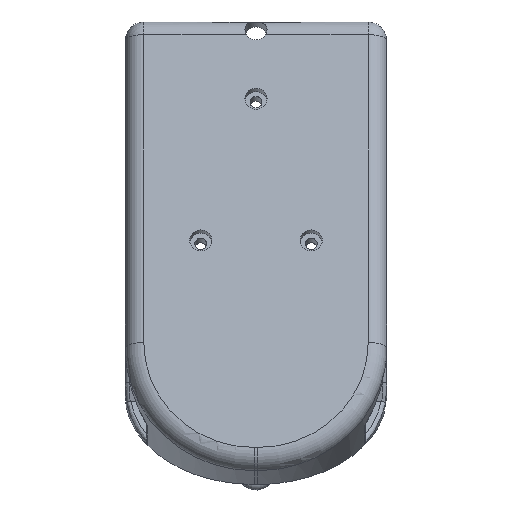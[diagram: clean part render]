
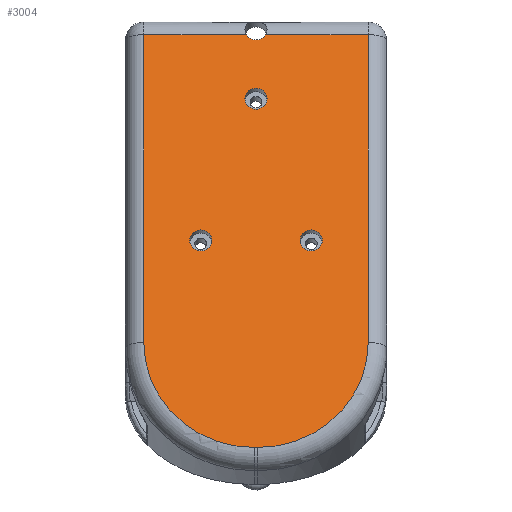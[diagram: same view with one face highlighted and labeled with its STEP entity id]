
A CAD part, top view. The second image highlights one B-rep face of the part: STEP entity #3004.
In plain terms, the highlighted planar face has unit normal (0, 0.309, 0.951).
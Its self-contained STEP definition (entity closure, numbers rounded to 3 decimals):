
#43=FACE_BOUND('',#521,.T.);
#44=FACE_BOUND('',#522,.T.);
#45=FACE_BOUND('',#523,.T.);
#205=PLANE('',#3267);
#355=FACE_OUTER_BOUND('',#520,.T.);
#520=EDGE_LOOP('',(#2608,#2609,#2610,#2611,#2612,#2613,#2614,#2615));
#521=EDGE_LOOP('',(#2616));
#522=EDGE_LOOP('',(#2617));
#523=EDGE_LOOP('',(#2618));
#682=LINE('',#4437,#984);
#684=LINE('',#4444,#986);
#735=LINE('',#4752,#1037);
#815=LINE('',#5355,#1117);
#817=LINE('',#5361,#1119);
#984=VECTOR('',#3513,10.);
#986=VECTOR('',#3519,10.);
#1037=VECTOR('',#3698,10.);
#1117=VECTOR('',#3970,10.);
#1119=VECTOR('',#3976,10.);
#1167=CIRCLE('',#3092,3.);
#1173=CIRCLE('',#3101,3.);
#1177=CIRCLE('',#3108,3.);
#1181=CIRCLE('',#3115,3.);
#1197=CIRCLE('',#3203,30.);
#1206=CIRCLE('',#3261,30.);
#1309=VERTEX_POINT('',#4396);
#1311=VERTEX_POINT('',#4404);
#1313=VERTEX_POINT('',#4436);
#1316=VERTEX_POINT('',#4442);
#1319=VERTEX_POINT('',#4451);
#1323=VERTEX_POINT('',#4464);
#1327=VERTEX_POINT('',#4477);
#1377=VERTEX_POINT('',#4750);
#1423=VERTEX_POINT('',#5186);
#1424=VERTEX_POINT('',#5188);
#1471=VERTEX_POINT('',#5357);
#1624=EDGE_CURVE('',#1311,#1309,#1167,.T.);
#1628=EDGE_CURVE('',#1311,#1313,#682,.T.);
#1632=EDGE_CURVE('',#1316,#1309,#684,.T.);
#1635=EDGE_CURVE('',#1319,#1319,#1173,.T.);
#1641=EDGE_CURVE('',#1323,#1323,#1177,.T.);
#1647=EDGE_CURVE('',#1327,#1327,#1181,.T.);
#1726=EDGE_CURVE('',#1377,#1316,#735,.T.);
#1797=EDGE_CURVE('',#1423,#1424,#1197,.T.);
#1880=EDGE_CURVE('',#1313,#1423,#815,.T.);
#1883=EDGE_CURVE('',#1424,#1471,#817,.T.);
#1885=EDGE_CURVE('',#1471,#1377,#1206,.T.);
#2608=ORIENTED_EDGE('',*,*,#1624,.T.);
#2609=ORIENTED_EDGE('',*,*,#1632,.F.);
#2610=ORIENTED_EDGE('',*,*,#1726,.F.);
#2611=ORIENTED_EDGE('',*,*,#1885,.F.);
#2612=ORIENTED_EDGE('',*,*,#1883,.F.);
#2613=ORIENTED_EDGE('',*,*,#1797,.F.);
#2614=ORIENTED_EDGE('',*,*,#1880,.F.);
#2615=ORIENTED_EDGE('',*,*,#1628,.F.);
#2616=ORIENTED_EDGE('',*,*,#1635,.T.);
#2617=ORIENTED_EDGE('',*,*,#1641,.T.);
#2618=ORIENTED_EDGE('',*,*,#1647,.T.);
#3004=ADVANCED_FACE('',(#355,#43,#44,#45),#205,.T.);
#3092=AXIS2_PLACEMENT_3D('',#4405,#3506,#3507);
#3101=AXIS2_PLACEMENT_3D('',#4452,#3528,#3529);
#3108=AXIS2_PLACEMENT_3D('',#4465,#3544,#3545);
#3115=AXIS2_PLACEMENT_3D('',#4478,#3560,#3561);
#3203=AXIS2_PLACEMENT_3D('',#5189,#3808,#3809);
#3261=AXIS2_PLACEMENT_3D('',#5364,#3981,#3982);
#3267=AXIS2_PLACEMENT_3D('',#5371,#3994,#3995);
#3506=DIRECTION('center_axis',(0.,-0.309,-0.951));
#3507=DIRECTION('ref_axis',(1.,0.,0.));
#3513=DIRECTION('',(1.,0.,0.));
#3519=DIRECTION('',(1.,0.,0.));
#3528=DIRECTION('center_axis',(0.,-0.309,-0.951));
#3529=DIRECTION('ref_axis',(1.,0.,0.));
#3544=DIRECTION('center_axis',(0.,-0.309,-0.951));
#3545=DIRECTION('ref_axis',(1.,0.,0.));
#3560=DIRECTION('center_axis',(0.,-0.309,-0.951));
#3561=DIRECTION('ref_axis',(1.,0.,0.));
#3698=DIRECTION('',(0.,0.951,-0.309));
#3808=DIRECTION('center_axis',(0.,-0.309,-0.951));
#3809=DIRECTION('ref_axis',(0.707,-0.672,0.219));
#3970=DIRECTION('',(0.,-0.951,0.309));
#3976=DIRECTION('',(-1.,0.,0.));
#3981=DIRECTION('center_axis',(0.,-0.309,-0.951));
#3982=DIRECTION('ref_axis',(-0.707,-0.672,0.219));
#3994=DIRECTION('center_axis',(0.,0.309,0.951));
#3995=DIRECTION('ref_axis',(0.,-0.951,0.309));
#4396=CARTESIAN_POINT('',(-2.598,25.779,234.967));
#4404=CARTESIAN_POINT('',(2.598,25.779,234.967));
#4405=CARTESIAN_POINT('Origin',(0.,27.205,234.504));
#4436=CARTESIAN_POINT('',(30.5,25.779,234.967));
#4437=CARTESIAN_POINT('',(29.5,25.779,234.967));
#4442=CARTESIAN_POINT('',(-30.5,25.779,234.967));
#4444=CARTESIAN_POINT('',(29.5,25.779,234.967));
#4451=CARTESIAN_POINT('',(-18.,-30.143,253.138));
#4452=CARTESIAN_POINT('Origin',(-15.,-30.143,253.138));
#4464=CARTESIAN_POINT('',(-3.,8.343,240.633));
#4465=CARTESIAN_POINT('Origin',(0.,8.343,240.633));
#4477=CARTESIAN_POINT('',(12.,-30.143,253.138));
#4478=CARTESIAN_POINT('Origin',(15.,-30.143,253.138));
#4750=CARTESIAN_POINT('',(-30.5,-57.914,262.161));
#4752=CARTESIAN_POINT('',(-30.5,8.346,240.632));
#5186=CARTESIAN_POINT('',(30.5,-57.914,262.161));
#5188=CARTESIAN_POINT('',(0.5,-86.446,271.431));
#5189=CARTESIAN_POINT('Origin',(0.5,-57.914,262.161));
#5355=CARTESIAN_POINT('',(30.5,8.346,240.632));
#5357=CARTESIAN_POINT('',(-0.5,-86.446,271.431));
#5361=CARTESIAN_POINT('',(29.5,-86.446,271.431));
#5364=CARTESIAN_POINT('Origin',(-0.5,-57.914,262.161));
#5371=CARTESIAN_POINT('Origin',(29.5,30.534,233.422));
